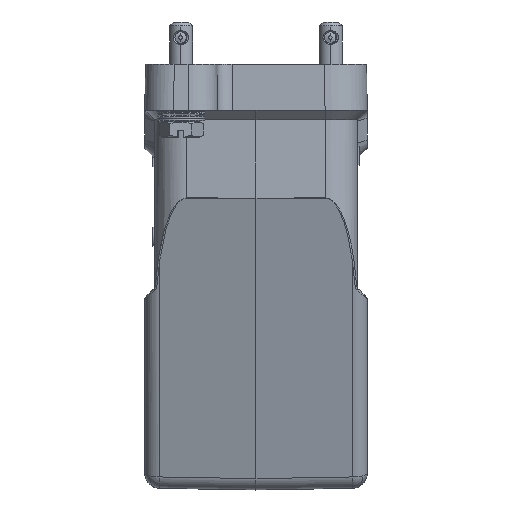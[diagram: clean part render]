
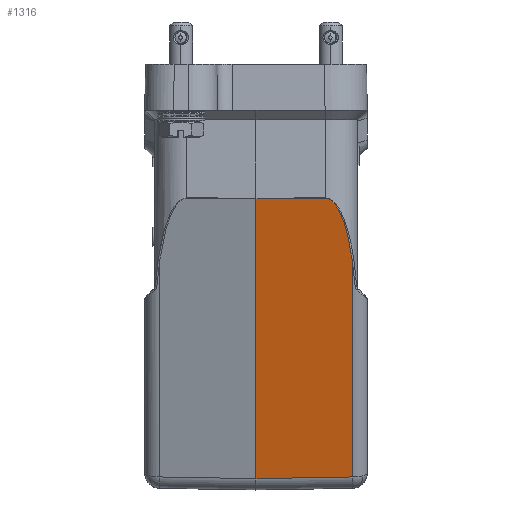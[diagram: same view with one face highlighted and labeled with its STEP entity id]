
A CAD part, left-side view. The second image highlights one B-rep face of the part: STEP entity #1316.
In plain terms, the highlighted planar face has unit normal (-0.966, -0.018, -0.259).
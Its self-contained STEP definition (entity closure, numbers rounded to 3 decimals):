
#726=PLANE('',#14315);
#1316=ADVANCED_FACE('NONE',(#2330),#726,.F.);
#2330=FACE_OUTER_BOUND('',#3128,.T.);
#3128=EDGE_LOOP('',(#6615,#6616,#6617,#6618,#6619));
#4066=LINE('',#19862,#5067);
#4106=LINE('',#20589,#5107);
#4107=LINE('',#20626,#5108);
#4108=LINE('',#20649,#5109);
#5067=VECTOR('',#15832,1.);
#5107=VECTOR('',#15944,1.);
#5108=VECTOR('',#15947,1.);
#5109=VECTOR('',#15948,1.);
#6615=ORIENTED_EDGE('',*,*,#11876,.T.);
#6616=ORIENTED_EDGE('',*,*,#11777,.F.);
#6617=ORIENTED_EDGE('',*,*,#11873,.F.);
#6618=ORIENTED_EDGE('',*,*,#11877,.F.);
#6619=ORIENTED_EDGE('',*,*,#11878,.F.);
#10406=VERTEX_POINT('',#19854);
#10407=VERTEX_POINT('',#19863);
#10465=VERTEX_POINT('',#20588);
#10467=VERTEX_POINT('',#20627);
#10468=VERTEX_POINT('',#20648);
#11777=EDGE_CURVE('NONE',#10406,#10407,#4066,.T.);
#11873=EDGE_CURVE('NONE',#10465,#10406,#4106,.T.);
#11876=EDGE_CURVE('NONE',#10467,#10407,#4107,.T.);
#11877=EDGE_CURVE('NONE',#10468,#10465,#13547,.T.);
#11878=EDGE_CURVE('NONE',#10467,#10468,#4108,.T.);
#13547=B_SPLINE_CURVE_WITH_KNOTS('',3,(#20628,#20629,#20630,#20631,#20632,
#20633,#20634,#20635,#20636,#20637,#20638,#20639,#20640,#20641,#20642,#20643,
#20644,#20645,#20646,#20647),.UNSPECIFIED.,.F.,.F.,(4,2,2,2,2,2,2,2,2,4),
(0.,0.031,0.063,0.125,0.188,0.25,0.375,0.5,0.75,
1.),.UNSPECIFIED.);
#14315=AXIS2_PLACEMENT_3D('',#20650,#15949,#15950);
#15832=DIRECTION('',(-0.013,1.,-0.017));
#15944=DIRECTION('',(0.259,0.,-0.966));
#15947=DIRECTION('',(0.259,0.,-0.966));
#15948=DIRECTION('',(0.017,-1.,0.002));
#15949=DIRECTION('',(0.966,0.017,0.259));
#15950=DIRECTION('',(0.259,0.,-0.966));
#19854=CARTESIAN_POINT('',(-55.094,-25.07,-95.598));
#19862=CARTESIAN_POINT('',(-55.094,-25.07,-95.598));
#19863=CARTESIAN_POINT('',(-55.43,0.,-96.036));
#20588=CARTESIAN_POINT('',(-70.235,-25.07,-39.091));
#20589=CARTESIAN_POINT('',(-54.213,-25.07,-98.887));
#20626=CARTESIAN_POINT('',(-54.636,0.,-99.));
#20627=CARTESIAN_POINT('',(-74.983,0.,-23.064));
#20628=CARTESIAN_POINT('',(-74.668,-18.048,-23.022));
#20629=CARTESIAN_POINT('',(-74.664,-18.244,-23.022));
#20630=CARTESIAN_POINT('',(-74.654,-18.439,-23.048));
#20631=CARTESIAN_POINT('',(-74.62,-18.815,-23.149));
#20632=CARTESIAN_POINT('',(-74.597,-18.996,-23.223));
#20633=CARTESIAN_POINT('',(-74.515,-19.511,-23.494));
#20634=CARTESIAN_POINT('',(-74.444,-19.815,-23.739));
#20635=CARTESIAN_POINT('',(-74.289,-20.363,-24.281));
#20636=CARTESIAN_POINT('',(-74.204,-20.607,-24.58));
#20637=CARTESIAN_POINT('',(-74.029,-21.054,-25.204));
#20638=CARTESIAN_POINT('',(-73.938,-21.257,-25.531));
#20639=CARTESIAN_POINT('',(-73.659,-21.823,-26.533));
#20640=CARTESIAN_POINT('',(-73.466,-22.142,-27.231));
#20641=CARTESIAN_POINT('',(-73.075,-22.714,-28.653));
#20642=CARTESIAN_POINT('',(-72.876,-22.965,-29.377));
#20643=CARTESIAN_POINT('',(-72.276,-23.647,-31.571));
#20644=CARTESIAN_POINT('',(-71.87,-24.009,-33.061));
#20645=CARTESIAN_POINT('',(-71.055,-24.619,-36.062));
#20646=CARTESIAN_POINT('',(-70.646,-24.866,-37.573));
#20647=CARTESIAN_POINT('',(-70.235,-25.07,-39.091));
#20648=CARTESIAN_POINT('',(-74.668,-18.048,-23.022));
#20649=CARTESIAN_POINT('',(-74.989,0.347,-23.064));
#20650=CARTESIAN_POINT('',(-54.636,0.,-99.));
